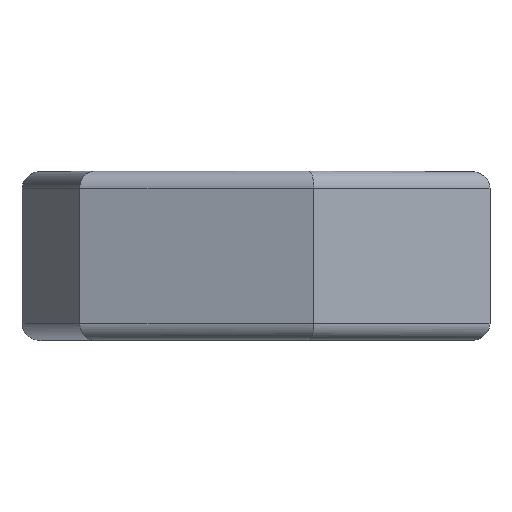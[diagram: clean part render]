
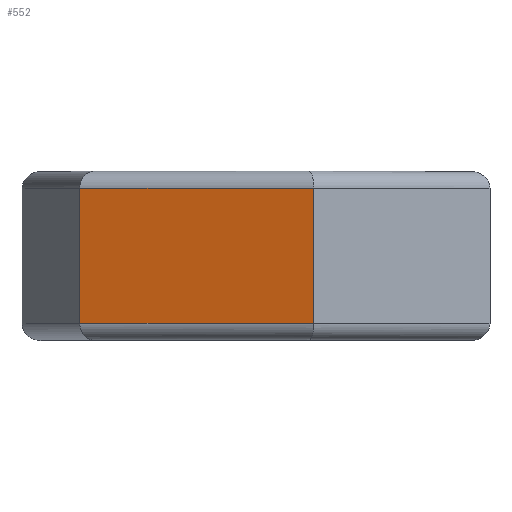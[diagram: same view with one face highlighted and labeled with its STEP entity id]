
A CAD part, top view. The second image highlights one B-rep face of the part: STEP entity #552.
In plain terms, the highlighted planar face has unit normal (-0.281, 0, 0.96).
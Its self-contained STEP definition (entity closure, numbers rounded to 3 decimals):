
#31=PLANE('',#607);
#60=FACE_OUTER_BOUND('',#94,.T.);
#94=EDGE_LOOP('',(#454,#455,#456,#457));
#154=LINE('',#1721,#193);
#158=LINE('',#1734,#197);
#161=LINE('',#1740,#200);
#162=LINE('',#1741,#201);
#193=VECTOR('',#690,10.);
#197=VECTOR('',#706,10.);
#200=VECTOR('',#711,10.);
#201=VECTOR('',#712,10.);
#247=VERTEX_POINT('',#1709);
#250=VERTEX_POINT('',#1716);
#253=VERTEX_POINT('',#1733);
#255=VERTEX_POINT('',#1739);
#316=EDGE_CURVE('',#250,#247,#154,.T.);
#322=EDGE_CURVE('',#247,#253,#158,.T.);
#325=EDGE_CURVE('',#250,#255,#161,.T.);
#326=EDGE_CURVE('',#253,#255,#162,.T.);
#454=ORIENTED_EDGE('',*,*,#316,.F.);
#455=ORIENTED_EDGE('',*,*,#325,.T.);
#456=ORIENTED_EDGE('',*,*,#326,.F.);
#457=ORIENTED_EDGE('',*,*,#322,.F.);
#552=ADVANCED_FACE('',(#60),#31,.T.);
#607=AXIS2_PLACEMENT_3D('',#1738,#709,#710);
#690=DIRECTION('',(-0.96,0.,-0.281));
#706=DIRECTION('',(0.,1.,0.));
#709=DIRECTION('center_axis',(-0.281,0.,0.96));
#710=DIRECTION('ref_axis',(0.96,0.,0.281));
#711=DIRECTION('',(0.,1.,0.));
#712=DIRECTION('',(0.96,0.,0.281));
#1709=CARTESIAN_POINT('',(-2.087,0.2,1.994));
#1716=CARTESIAN_POINT('',(0.683,0.2,2.805));
#1721=CARTESIAN_POINT('',(-1.395,0.2,2.197));
#1733=CARTESIAN_POINT('',(-2.087,1.8,1.994));
#1734=CARTESIAN_POINT('',(-2.087,0.,1.994));
#1738=CARTESIAN_POINT('Origin',(-2.087,0.,1.994));
#1739=CARTESIAN_POINT('',(0.683,1.8,2.805));
#1740=CARTESIAN_POINT('',(0.683,0.,2.805));
#1741=CARTESIAN_POINT('',(-1.395,1.8,2.197));
